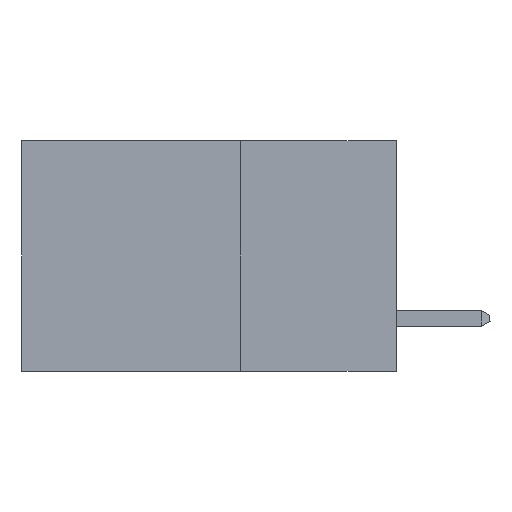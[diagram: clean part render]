
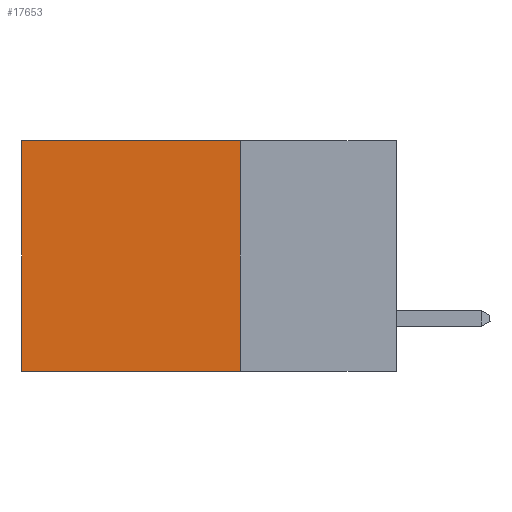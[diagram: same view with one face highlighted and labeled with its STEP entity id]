
A CAD part, left-side view. The second image highlights one B-rep face of the part: STEP entity #17653.
In plain terms, the highlighted planar face has unit normal (-1, 0, 0).
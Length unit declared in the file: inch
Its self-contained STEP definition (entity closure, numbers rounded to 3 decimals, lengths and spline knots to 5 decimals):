
#717 = EDGE_LOOP ( 'NONE', ( #5834, #17495, #14138, #25020 ) ) ;
#3680 = FACE_OUTER_BOUND ( 'NONE', #717, .T. ) ;
#5263 = VECTOR ( 'NONE', #28774, 39.37008 ) ;
#5834 = ORIENTED_EDGE ( 'NONE', *, *, #24231, .T. ) ;
#7524 = CARTESIAN_POINT ( 'NONE',  ( 0.298, 0.25, 0. ) ) ;
#7716 = CARTESIAN_POINT ( 'NONE',  ( 0.298, 0.25, -0.37 ) ) ;
#9853 = VERTEX_POINT ( 'NONE', #28136 ) ;
#11614 = CARTESIAN_POINT ( 'NONE',  ( 0.298, 0.25, 0. ) ) ;
#14072 = VECTOR ( 'NONE', #19741, 39.37008 ) ;
#14127 = VERTEX_POINT ( 'NONE', #26724 ) ;
#14138 = ORIENTED_EDGE ( 'NONE', *, *, #24812, .F. ) ;
#14450 = EDGE_CURVE ( 'NONE', #9853, #14127, #21542, .T. ) ;
#14464 = CARTESIAN_POINT ( 'NONE',  ( 0.298, 0.6, -0.37 ) ) ;
#16095 = DIRECTION ( 'NONE',  ( 0., 0., -1. ) ) ;
#17379 = CARTESIAN_POINT ( 'NONE',  ( 0.298, 0.25, -0.37 ) ) ;
#17495 = ORIENTED_EDGE ( 'NONE', *, *, #30786, .F. ) ;
#17653 = ADVANCED_FACE ( 'NONE', ( #3680 ), #26312, .F. ) ;
#18066 = VECTOR ( 'NONE', #27291, 39.37008 ) ;
#19162 = CARTESIAN_POINT ( 'NONE',  ( 0.298, 0.25, 0. ) ) ;
#19455 = LINE ( 'NONE', #28882, #5263 ) ;
#19741 = DIRECTION ( 'NONE',  ( 0., 0., -1. ) ) ;
#21542 = LINE ( 'NONE', #19162, #27341 ) ;
#21839 = DIRECTION ( 'NONE',  ( 0., 1., 0. ) ) ;
#24231 = EDGE_CURVE ( 'NONE', #14127, #24271, #19455, .T. ) ;
#24271 = VERTEX_POINT ( 'NONE', #14464 ) ;
#24594 = LINE ( 'NONE', #17379, #18066 ) ;
#24812 = EDGE_CURVE ( 'NONE', #9853, #28320, #27150, .T. ) ;
#25020 = ORIENTED_EDGE ( 'NONE', *, *, #14450, .T. ) ;
#26312 = PLANE ( 'NONE',  #29898 ) ;
#26724 = CARTESIAN_POINT ( 'NONE',  ( 0.298, 0.6, 0. ) ) ;
#27150 = LINE ( 'NONE', #7524, #14072 ) ;
#27291 = DIRECTION ( 'NONE',  ( 0., 1., 0. ) ) ;
#27341 = VECTOR ( 'NONE', #21839, 39.37008 ) ;
#28136 = CARTESIAN_POINT ( 'NONE',  ( 0.298, 0.25, 0. ) ) ;
#28320 = VERTEX_POINT ( 'NONE', #7716 ) ;
#28774 = DIRECTION ( 'NONE',  ( 0., 0., -1. ) ) ;
#28882 = CARTESIAN_POINT ( 'NONE',  ( 0.298, 0.6, 0. ) ) ;
#29898 = AXIS2_PLACEMENT_3D ( 'NONE', #11614, #30818, #16095 ) ;
#30786 = EDGE_CURVE ( 'NONE', #28320, #24271, #24594, .T. ) ;
#30818 = DIRECTION ( 'NONE',  ( 1., 0., 0. ) ) ;
